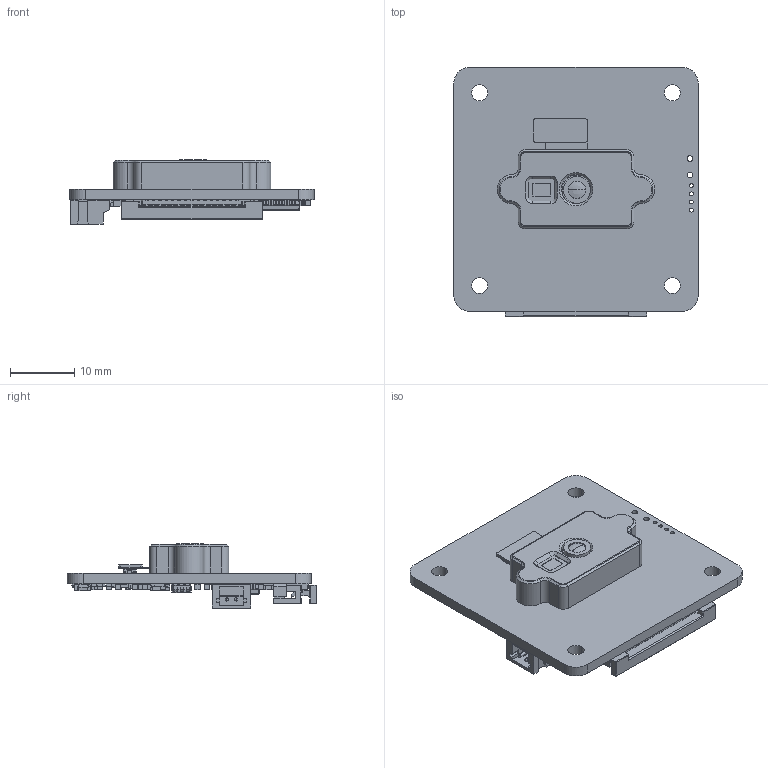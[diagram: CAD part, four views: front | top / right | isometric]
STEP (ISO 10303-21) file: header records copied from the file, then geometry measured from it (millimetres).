
FILE_DESCRIPTION (( 'STEP AP214' ), '1' );
FILE_NAME ('tof Cam.STEP', '2022-08-05T08:53:38', ( '' ), ( '' ), 'SwSTEP 2.0', 'SolidWorks 2021', '' );
FILE_SCHEMA (( 'AUTOMOTIVE_DESIGN' ));
Length unit declared in the file: millimetre
Products named in the file (175): C9.step; 1.step; Designator1_103#741422048_36#Leader;Leader.step; L5.step; Designator1_103#741422048_47#Leader;Leader.step; U5.step; R24.step; R2.step; Designator1_103#741422048_41#Leader;Leader.step; U3.step; Designator1_103#741422048_44#Leader;Leader.step; C25.step; Designator1_103#741422048_49#Leader;Leader.step; Designator1_103#741422048_34#Leader;Leader.step; R10.step; C15.step; 2.step; 5925746720.step; Open CASCADE STEP translator 6.8 1.1.1.step; Designator1_103#741422048_4#Leader;Leader.step; Designator1_103#741422048_43#Leader;Leader.step; L__X2__00F6__X0__tende.step; R18.step; Designator1_103#741422048_45#Leader;Leader.step; tof_____1.step; Designator1_103#741422048_40#Leader;Leader.step; 5925748880.step; J1.step; Designator1_103#741422048_13#Leader;Leader.step; User_Library-FB_1608_Cut-1.step; Designator1_103#741422048_1#Open_CASCADE_STEP_translator_6.8_1.1;Open_CASCADE_STEP_translator_6.8_1.1.step; tof  Cam; R21.step; Designator1_103#741422048_50#Leader;Leader.step; Designator1_103#741422048_35#Leader;Leader.step; User_Library-RES0805-2.step; 3.step; User_Library-FB_1608_Pad001.step; Designator1_103#741422048_17#Leader;Leader.step; Designator1_103#741422048_5#Leader;Leader.step ...
Assembly tree (220 placements, depth 5):
  tof  Cam
    UC-981_Rev.B.step
      Board.step
        Open CASCADE STEP translator 6.8 1.1.1.step
      Y1.step
        5925748320.step
      R20.step
        5925747920.step
      R19.step
        5925747840.step
      C19.step
        5925746800.step
      R13.step
        5925746400.step
      U1.step
        5925747360.step
      L5.step
        5925748880.step
          74479787147.step
          L__X2__00F6__X0__tende.step  x2
      U5.step
        5925746560.step
      R21.step
        5925746400.step
      R9.step
        5925746400.step
      R8.step
        5925746400.step
      R7.step
        5925747840.step
      R6.step
        5925747280.step
      P1.step
        5925746880.step
          Open CASCADE STEP translator 6.8 1.15.3.1.step
        TOF_camera.step
        tof_____1.step
      L3.step
        5925747600.step
          User_Library-FB_1608_Pad001.step
          User_Library-FB_1608_Cut.step
      L2.step
        5925748480.step
          User_Library-FB_1608_Pad001-0.step
          User_Library-FB_1608_Cut-1.step
      C31.step
        5925746720.step
      C30.step
        5925746720.step
      C28.step
        5925746720.step
      C27.step
        5925748720.step
      C25.step
        5925746800.step
      C24.step
        5925748720.step
      C22.step
        5925746800.step
      C21.step
Bounding box: 38 x 38.84 x 9.99 mm (x, y, z)
Volume: 3761.9 mm3; surface area: 6717 mm2
Topology: 179 solids, 180 shells, 7379 faces, 19244 edges, 12162 vertices
Faces by surface type: plane 3870, bspline 1847, cylinder 1282, sphere 322, torus 42, cone 16
Entity records: 183749 total; most frequent: CARTESIAN_POINT 61524, ORIENTED_EDGE 24536, DIRECTION 20673, EDGE_CURVE 12269, VECTOR 9065, LINE 9065, VERTEX_POINT 7945, AXIS2_PLACEMENT_3D 5804
